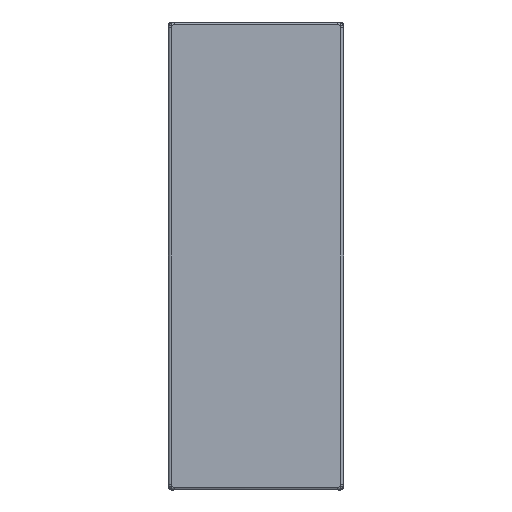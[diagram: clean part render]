
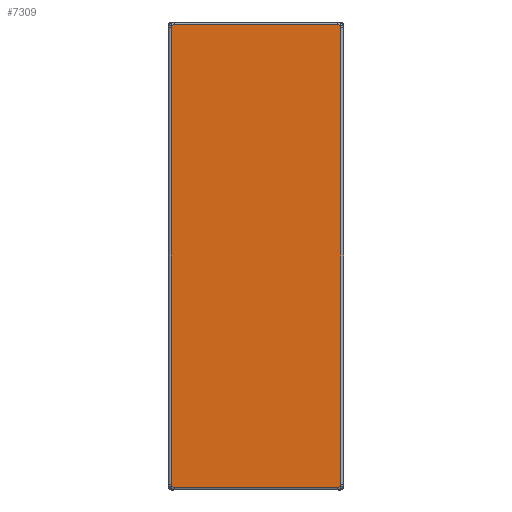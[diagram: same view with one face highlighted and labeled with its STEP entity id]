
A CAD part, left-side view. The second image highlights one B-rep face of the part: STEP entity #7309.
In plain terms, the highlighted planar face has unit normal (-1, 0, 0).
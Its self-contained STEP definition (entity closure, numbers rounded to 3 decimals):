
#15 = CARTESIAN_POINT ( 'NONE',  ( -1.6, 0.013, -0.787 ) ) ;
#98 = CARTESIAN_POINT ( 'NONE',  ( -1.6, 0.01, -0.78 ) ) ;
#106 = ORIENTED_EDGE ( 'NONE', *, *, #735, .T. ) ;
#147 = CARTESIAN_POINT ( 'NONE',  ( -1.6, 0.02, -0.79 ) ) ;
#150 = CARTESIAN_POINT ( 'NONE',  ( -1.6, 0.587, -0.787 ) ) ;
#344 = EDGE_CURVE ( 'NONE', #10633, #9851, #523, .T. ) ;
#452 = VERTEX_POINT ( 'NONE', #1652 ) ;
#474 = CARTESIAN_POINT ( 'NONE',  ( -1.6, 0.59, 0.78 ) ) ;
#487 = CARTESIAN_POINT ( 'NONE',  ( -1.6, 0.013, 0.787 ) ) ;
#506 = CARTESIAN_POINT ( 'NONE',  ( -1.6, 0.59, 0.783 ) ) ;
#523 = B_SPLINE_CURVE_WITH_KNOTS ( 'NONE', 3,
 ( #9016, #4908, #4074, #9951 ),
 .UNSPECIFIED., .F., .F.,
 ( 4, 4 ),
 ( 0., 1. ),
 .UNSPECIFIED. ) ;
#623 = CARTESIAN_POINT ( 'NONE',  ( -1.6, 0., 0.8 ) ) ;
#640 = B_SPLINE_CURVE_WITH_KNOTS ( 'NONE', 3,
 ( #147, #9246, #9290, #3231 ),
 .UNSPECIFIED., .F., .F.,
 ( 4, 4 ),
 ( 0., 1. ),
 .UNSPECIFIED. ) ;
#735 = EDGE_CURVE ( 'NONE', #1959, #1062, #5219, .T. ) ;
#986 = EDGE_CURVE ( 'NONE', #9851, #4773, #7161, .T. ) ;
#1062 = VERTEX_POINT ( 'NONE', #6997 ) ;
#1124 = DIRECTION ( 'NONE',  ( 0., 1., 0. ) ) ;
#1623 = VECTOR ( 'NONE', #3994, 1000. ) ;
#1640 = DIRECTION ( 'NONE',  ( 0., 0., 1. ) ) ;
#1652 = CARTESIAN_POINT ( 'NONE',  ( -1.6, 0.587, 0.787 ) ) ;
#1959 = VERTEX_POINT ( 'NONE', #6677 ) ;
#2135 = CARTESIAN_POINT ( 'NONE',  ( -1.6, 0.59, -0.783 ) ) ;
#2188 = CARTESIAN_POINT ( 'NONE',  ( -1.6, 0.583, 0.79 ) ) ;
#2525 = EDGE_CURVE ( 'NONE', #12814, #452, #13150, .T. ) ;
#2558 = LINE ( 'NONE', #8841, #12723 ) ;
#2606 = PLANE ( 'NONE',  #4594 ) ;
#2686 = VECTOR ( 'NONE', #1124, 1000. ) ;
#3090 = CARTESIAN_POINT ( 'NONE',  ( -1.6, 0.013, -0.787 ) ) ;
#3123 = DIRECTION ( 'NONE',  ( 0., 0., 1. ) ) ;
#3200 = CARTESIAN_POINT ( 'NONE',  ( -1.6, 0.58, 0.79 ) ) ;
#3231 = CARTESIAN_POINT ( 'NONE',  ( -1.6, 0.013, -0.787 ) ) ;
#3375 = ORIENTED_EDGE ( 'NONE', *, *, #5249, .T. ) ;
#3403 = CARTESIAN_POINT ( 'NONE',  ( -1.6, 0.585, -0.789 ) ) ;
#3660 = ORIENTED_EDGE ( 'NONE', *, *, #11030, .T. ) ;
#3994 = DIRECTION ( 'NONE',  ( 0., -1., 0. ) ) ;
#4074 = CARTESIAN_POINT ( 'NONE',  ( -1.6, 0.011, 0.785 ) ) ;
#4096 = ORIENTED_EDGE ( 'NONE', *, *, #8687, .T. ) ;
#4140 = ORIENTED_EDGE ( 'NONE', *, *, #344, .T. ) ;
#4594 = AXIS2_PLACEMENT_3D ( 'NONE', #623, #7689, #1640 ) ;
#4773 = VERTEX_POINT ( 'NONE', #12448 ) ;
#4796 = EDGE_CURVE ( 'NONE', #4773, #12814, #7750, .T. ) ;
#4811 = VERTEX_POINT ( 'NONE', #10821 ) ;
#4830 = VECTOR ( 'NONE', #3123, 1000. ) ;
#4839 = ORIENTED_EDGE ( 'NONE', *, *, #4796, .T. ) ;
#4868 = DIRECTION ( 'NONE',  ( 0., 0., -1. ) ) ;
#4874 = CARTESIAN_POINT ( 'NONE',  ( -1.6, 0.015, 0.789 ) ) ;
#4908 = CARTESIAN_POINT ( 'NONE',  ( -1.6, 0.01, 0.783 ) ) ;
#5154 = ORIENTED_EDGE ( 'NONE', *, *, #6136, .T. ) ;
#5219 = B_SPLINE_CURVE_WITH_KNOTS ( 'NONE', 3,
 ( #5443, #3403, #9465, #12553 ),
 .UNSPECIFIED., .F., .F.,
 ( 4, 4 ),
 ( 0., 1. ),
 .UNSPECIFIED. ) ;
#5238 = CARTESIAN_POINT ( 'NONE',  ( -1.6, 0.585, 0.789 ) ) ;
#5249 = EDGE_CURVE ( 'NONE', #4811, #9449, #640, .T. ) ;
#5443 = CARTESIAN_POINT ( 'NONE',  ( -1.6, 0.587, -0.787 ) ) ;
#5537 = CARTESIAN_POINT ( 'NONE',  ( -1.6, 0.587, 0.787 ) ) ;
#5880 = CARTESIAN_POINT ( 'NONE',  ( -1.6, 0.017, 0.79 ) ) ;
#5965 = ORIENTED_EDGE ( 'NONE', *, *, #986, .T. ) ;
#6136 = EDGE_CURVE ( 'NONE', #9449, #9586, #10725, .T. ) ;
#6144 = CARTESIAN_POINT ( 'NONE',  ( -1.6, 0.01, -0.783 ) ) ;
#6196 = CARTESIAN_POINT ( 'NONE',  ( -1.6, 0.589, -0.785 ) ) ;
#6325 = ORIENTED_EDGE ( 'NONE', *, *, #2525, .T. ) ;
#6663 = CARTESIAN_POINT ( 'NONE',  ( -1.6, 0.01, 0.78 ) ) ;
#6677 = CARTESIAN_POINT ( 'NONE',  ( -1.6, 0.587, -0.787 ) ) ;
#6724 = CARTESIAN_POINT ( 'NONE',  ( -1.6, 0.01, -0.78 ) ) ;
#6997 = CARTESIAN_POINT ( 'NONE',  ( -1.6, 0.58, -0.79 ) ) ;
#7057 = CARTESIAN_POINT ( 'NONE',  ( -1.6, 0.58, 0.79 ) ) ;
#7161 = B_SPLINE_CURVE_WITH_KNOTS ( 'NONE', 3,
 ( #10935, #4874, #5880, #13014 ),
 .UNSPECIFIED., .F., .F.,
 ( 4, 4 ),
 ( 0., 1. ),
 .UNSPECIFIED. ) ;
#7162 = B_SPLINE_CURVE_WITH_KNOTS ( 'NONE', 3,
 ( #5537, #10584, #506, #7568 ),
 .UNSPECIFIED., .F., .F.,
 ( 4, 4 ),
 ( 0., 1. ),
 .UNSPECIFIED. ) ;
#7309 = ADVANCED_FACE ( 'NONE', ( #12936 ), #2606, .T. ) ;
#7568 = CARTESIAN_POINT ( 'NONE',  ( -1.6, 0.59, 0.78 ) ) ;
#7689 = DIRECTION ( 'NONE',  ( -1., 0., 0. ) ) ;
#7750 = LINE ( 'NONE', #11389, #2686 ) ;
#7765 = ORIENTED_EDGE ( 'NONE', *, *, #9054, .T. ) ;
#8149 = CARTESIAN_POINT ( 'NONE',  ( -1.6, 0.01, 0.8 ) ) ;
#8687 = EDGE_CURVE ( 'NONE', #9685, #1959, #8944, .T. ) ;
#8841 = CARTESIAN_POINT ( 'NONE',  ( -1.6, 0.59, 0.8 ) ) ;
#8944 = B_SPLINE_CURVE_WITH_KNOTS ( 'NONE', 3,
 ( #10185, #2135, #6196, #150 ),
 .UNSPECIFIED., .F., .F.,
 ( 4, 4 ),
 ( 0., 1. ),
 .UNSPECIFIED. ) ;
#9016 = CARTESIAN_POINT ( 'NONE',  ( -1.6, 0.01, 0.78 ) ) ;
#9054 = EDGE_CURVE ( 'NONE', #452, #11303, #7162, .T. ) ;
#9150 = CARTESIAN_POINT ( 'NONE',  ( -1.6, 0.011, -0.785 ) ) ;
#9246 = CARTESIAN_POINT ( 'NONE',  ( -1.6, 0.017, -0.79 ) ) ;
#9290 = CARTESIAN_POINT ( 'NONE',  ( -1.6, 0.015, -0.789 ) ) ;
#9370 = LINE ( 'NONE', #10055, #1623 ) ;
#9449 = VERTEX_POINT ( 'NONE', #15 ) ;
#9465 = CARTESIAN_POINT ( 'NONE',  ( -1.6, 0.583, -0.79 ) ) ;
#9586 = VERTEX_POINT ( 'NONE', #6724 ) ;
#9685 = VERTEX_POINT ( 'NONE', #11911 ) ;
#9851 = VERTEX_POINT ( 'NONE', #487 ) ;
#9951 = CARTESIAN_POINT ( 'NONE',  ( -1.6, 0.013, 0.787 ) ) ;
#10055 = CARTESIAN_POINT ( 'NONE',  ( -1.6, 0., -0.79 ) ) ;
#10185 = CARTESIAN_POINT ( 'NONE',  ( -1.6, 0.59, -0.78 ) ) ;
#10206 = LINE ( 'NONE', #8149, #4830 ) ;
#10584 = CARTESIAN_POINT ( 'NONE',  ( -1.6, 0.589, 0.785 ) ) ;
#10633 = VERTEX_POINT ( 'NONE', #6663 ) ;
#10725 = B_SPLINE_CURVE_WITH_KNOTS ( 'NONE', 3,
 ( #3090, #9150, #6144, #98 ),
 .UNSPECIFIED., .F., .F.,
 ( 4, 4 ),
 ( 0., 1. ),
 .UNSPECIFIED. ) ;
#10821 = CARTESIAN_POINT ( 'NONE',  ( -1.6, 0.02, -0.79 ) ) ;
#10935 = CARTESIAN_POINT ( 'NONE',  ( -1.6, 0.013, 0.787 ) ) ;
#11030 = EDGE_CURVE ( 'NONE', #9586, #10633, #10206, .T. ) ;
#11303 = VERTEX_POINT ( 'NONE', #474 ) ;
#11389 = CARTESIAN_POINT ( 'NONE',  ( -1.6, 0., 0.79 ) ) ;
#11883 = EDGE_CURVE ( 'NONE', #1062, #4811, #9370, .T. ) ;
#11911 = CARTESIAN_POINT ( 'NONE',  ( -1.6, 0.59, -0.78 ) ) ;
#12132 = ORIENTED_EDGE ( 'NONE', *, *, #11883, .T. ) ;
#12234 = EDGE_CURVE ( 'NONE', #11303, #9685, #2558, .T. ) ;
#12359 = CARTESIAN_POINT ( 'NONE',  ( -1.6, 0.587, 0.787 ) ) ;
#12448 = CARTESIAN_POINT ( 'NONE',  ( -1.6, 0.02, 0.79 ) ) ;
#12553 = CARTESIAN_POINT ( 'NONE',  ( -1.6, 0.58, -0.79 ) ) ;
#12708 = ORIENTED_EDGE ( 'NONE', *, *, #12234, .T. ) ;
#12723 = VECTOR ( 'NONE', #4868, 1000. ) ;
#12814 = VERTEX_POINT ( 'NONE', #7057 ) ;
#12936 = FACE_OUTER_BOUND ( 'NONE', #12963, .T. ) ;
#12963 = EDGE_LOOP ( 'NONE', ( #3660, #4140, #5965, #4839, #6325, #7765, #12708, #4096, #106, #12132, #3375, #5154 ) ) ;
#13014 = CARTESIAN_POINT ( 'NONE',  ( -1.6, 0.02, 0.79 ) ) ;
#13150 = B_SPLINE_CURVE_WITH_KNOTS ( 'NONE', 3,
 ( #3200, #2188, #5238, #12359 ),
 .UNSPECIFIED., .F., .F.,
 ( 4, 4 ),
 ( 0., 1. ),
 .UNSPECIFIED. ) ;
